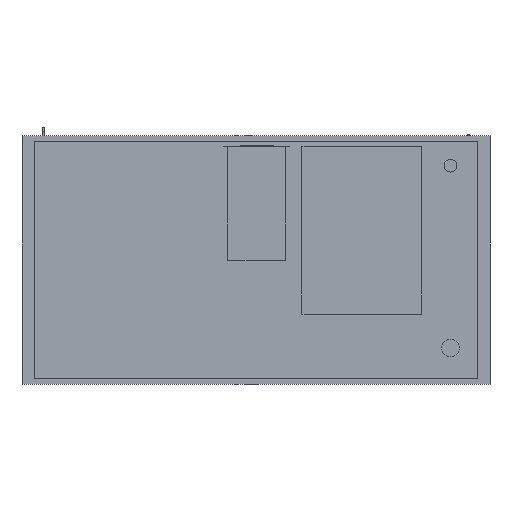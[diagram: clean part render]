
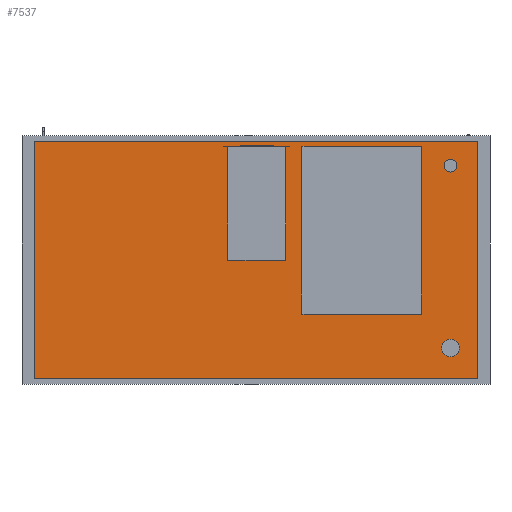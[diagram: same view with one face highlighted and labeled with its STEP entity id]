
A CAD part, front view. The second image highlights one B-rep face of the part: STEP entity #7537.
In plain terms, the highlighted planar face has unit normal (0, -1, 0).
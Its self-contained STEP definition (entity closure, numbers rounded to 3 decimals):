
#120=FACE_BOUND('',#1006,.T.);
#121=FACE_BOUND('',#1007,.T.);
#141=PLANE('',#8081);
#537=FACE_OUTER_BOUND('',#1005,.T.);
#1005=EDGE_LOOP('',(#5342,#5343,#5344,#5345));
#1006=EDGE_LOOP('',(#5346));
#1007=EDGE_LOOP('',(#5347));
#1481=LINE('',#10892,#2414);
#1485=LINE('',#10900,#2418);
#1488=LINE('',#10906,#2421);
#1491=LINE('',#10911,#2424);
#2414=VECTOR('',#8724,10.);
#2418=VECTOR('',#8730,10.);
#2421=VECTOR('',#8735,10.);
#2424=VECTOR('',#8740,10.);
#3334=CIRCLE('',#8065,20.);
#3336=CIRCLE('',#8069,27.5);
#3484=VERTEX_POINT('',#10853);
#3486=VERTEX_POINT('',#10860);
#3495=VERTEX_POINT('',#10890);
#3496=VERTEX_POINT('',#10891);
#3499=VERTEX_POINT('',#10899);
#3501=VERTEX_POINT('',#10905);
#4207=EDGE_CURVE('',#3484,#3484,#3334,.T.);
#4210=EDGE_CURVE('',#3486,#3486,#3336,.T.);
#4223=EDGE_CURVE('',#3495,#3496,#1481,.T.);
#4227=EDGE_CURVE('',#3499,#3495,#1485,.T.);
#4230=EDGE_CURVE('',#3501,#3499,#1488,.T.);
#4233=EDGE_CURVE('',#3496,#3501,#1491,.T.);
#5342=ORIENTED_EDGE('',*,*,#4233,.F.);
#5343=ORIENTED_EDGE('',*,*,#4223,.F.);
#5344=ORIENTED_EDGE('',*,*,#4227,.F.);
#5345=ORIENTED_EDGE('',*,*,#4230,.F.);
#5346=ORIENTED_EDGE('',*,*,#4207,.T.);
#5347=ORIENTED_EDGE('',*,*,#4210,.T.);
#7537=ADVANCED_FACE('',(#537,#120,#121),#141,.F.);
#8065=AXIS2_PLACEMENT_3D('',#10855,#8687,#8688);
#8069=AXIS2_PLACEMENT_3D('',#10862,#8696,#8697);
#8081=AXIS2_PLACEMENT_3D('',#10914,#8744,#8745);
#8687=DIRECTION('center_axis',(0.,1.,0.));
#8688=DIRECTION('ref_axis',(1.,0.,0.));
#8696=DIRECTION('center_axis',(0.,1.,0.));
#8697=DIRECTION('ref_axis',(1.,0.,0.));
#8724=DIRECTION('',(0.,0.,1.));
#8730=DIRECTION('',(-1.,0.,0.));
#8735=DIRECTION('',(0.,0.,-1.));
#8740=DIRECTION('',(1.,0.,0.));
#8744=DIRECTION('center_axis',(0.,1.,0.));
#8745=DIRECTION('ref_axis',(0.,0.,1.));
#10853=CARTESIAN_POINT('',(582.5,0.,292.5));
#10855=CARTESIAN_POINT('Origin',(602.5,0.,292.5));
#10860=CARTESIAN_POINT('',(575.,0.,-272.5));
#10862=CARTESIAN_POINT('Origin',(602.5,0.,-272.5));
#10890=CARTESIAN_POINT('',(-687.5,0.,-367.5));
#10891=CARTESIAN_POINT('',(-687.5,0.,367.5));
#10892=CARTESIAN_POINT('',(-687.5,0.,-367.5));
#10899=CARTESIAN_POINT('',(687.5,0.,-367.5));
#10900=CARTESIAN_POINT('',(687.5,0.,-367.5));
#10905=CARTESIAN_POINT('',(687.5,0.,367.5));
#10906=CARTESIAN_POINT('',(687.5,0.,367.5));
#10911=CARTESIAN_POINT('',(-687.5,0.,367.5));
#10914=CARTESIAN_POINT('Origin',(0.,0.,0.));
